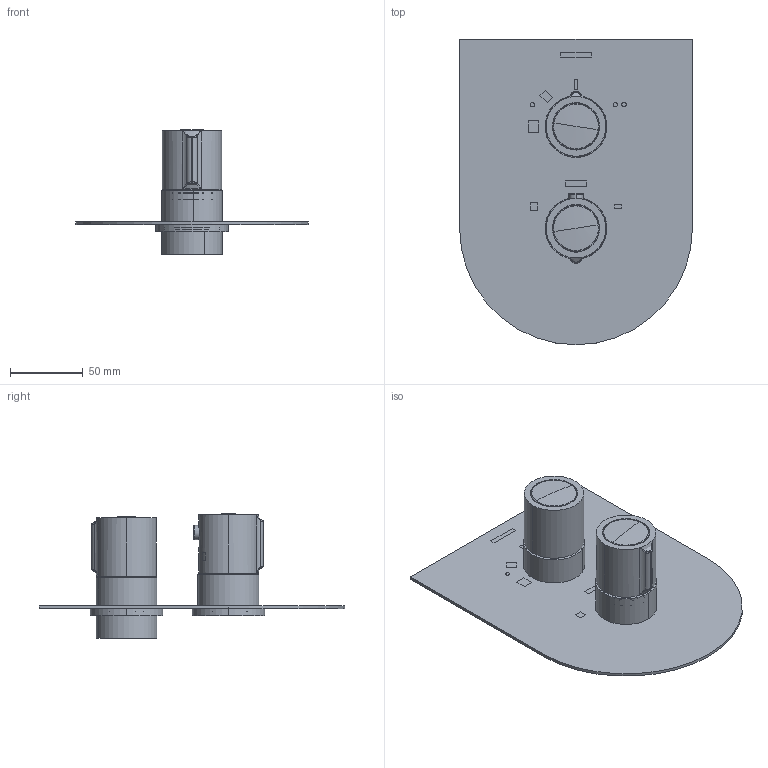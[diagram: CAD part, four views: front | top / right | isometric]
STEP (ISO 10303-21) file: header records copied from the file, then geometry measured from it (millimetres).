
FILE_DESCRIPTION (( 'STEP AP214' ), '1' );
FILE_NAME ('STEP21D302544.STEP', '2020-11-25T10:07:25', ( '' ), ( '' ), 'SwSTEP 2.0', 'SolidWorks 2018', '' );
FILE_SCHEMA (( 'AUTOMOTIVE_DESIGN' ));
Length unit declared in the file: millimetre
Products named in the file (18): STEPCV0020_CVCV0020; STEPFX0050_CVFX0050; STEPCV0144_CVCV0144; STEPVA0106_CVVA0106; STEPCV0033_CVCV0033; STEPFX0019_CVFX0019; STEPSE0022_CVSE0022; STEPVA0046_CVVA0046; STEPCV0152_LRSM0201; STEPHN0106_CVHN0106; STEPHN0105_CVHN0105; STEPSM0154_XBSM0154; STEPSM0175_LRSM0201 (KTU2); STEPHN0104_XBHN0104; STEPSE0013_CVSE0013; STEP21D302544; STEPFX0175_CRFX0175; STEPHN0107_XBHN0107
Assembly tree (20 placements, depth 3):
  STEP21D302544
    STEPCV0033_CVCV0033  x2
    STEPSM0154_XBSM0154
      STEPCV0144_CVCV0144
      STEPFX0050_CVFX0050
      STEPVA0106_CVVA0106
      STEPCV0020_CVCV0020
      STEPFX0175_CRFX0175
    STEPFX0019_CVFX0019
    STEPSE0022_CVSE0022  x2
    STEPHN0104_XBHN0104
      STEPHN0106_CVHN0106
      STEPVA0046_CVVA0046
    STEPHN0107_XBHN0107
      STEPHN0105_CVHN0105
    STEPSM0175_LRSM0201 (KTU2)
      STEPCV0152_LRSM0201
      STEPSE0013_CVSE0013  x2
Bounding box: 160 x 210 x 85.65 mm (x, y, z)
Volume: 129305.7 mm3; surface area: 127758.8 mm2
Topology: 18 solids, 18 shells, 852 faces, 2254 edges, 1460 vertices
Faces by surface type: plane 370, cylinder 317, cone 71, torus 48, bspline 38, sphere 8
Entity records: 31541 total; most frequent: CARTESIAN_POINT 10288, ORIENTED_EDGE 4328, DIRECTION 4301, EDGE_CURVE 2164, AXIS2_PLACEMENT_3D 1572, VERTEX_POINT 1412, VECTOR 1157, LINE 1157
